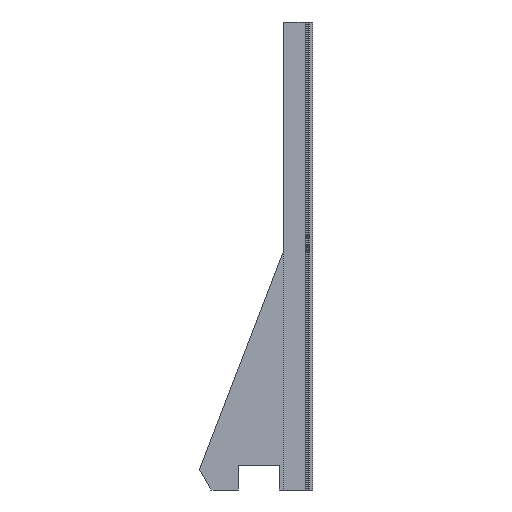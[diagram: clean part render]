
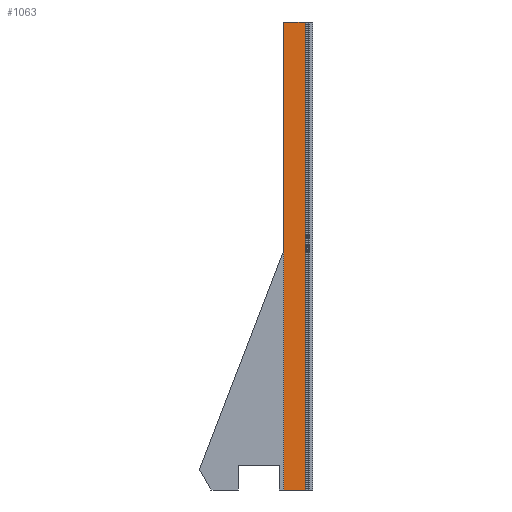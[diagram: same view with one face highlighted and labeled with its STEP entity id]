
A CAD part, front view. The second image highlights one B-rep face of the part: STEP entity #1063.
In plain terms, the highlighted planar face has unit normal (0, -1, 0).
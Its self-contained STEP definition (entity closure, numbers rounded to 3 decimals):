
#749 = VERTEX_POINT('',#750);
#750 = CARTESIAN_POINT('',(-31.,-11.5,1763.));
#757 = PLANE('',#758);
#758 = AXIS2_PLACEMENT_3D('',#759,#760,#761);
#759 = CARTESIAN_POINT('',(-31.,0.,1763.));
#760 = DIRECTION('',(0.,0.,-1.));
#761 = DIRECTION('',(-1.,0.,-0.));
#769 = PLANE('',#770);
#770 = AXIS2_PLACEMENT_3D('',#771,#772,#773);
#771 = CARTESIAN_POINT('',(-31.,0.,-79.));
#772 = DIRECTION('',(-1.,-0.,0.));
#773 = DIRECTION('',(0.,0.,1.));
#781 = EDGE_CURVE('',#749,#782,#784,.T.);
#782 = VERTEX_POINT('',#783);
#783 = CARTESIAN_POINT('',(-115.,-11.5,1763.));
#784 = SURFACE_CURVE('',#785,(#789,#796),.PCURVE_S1.);
#785 = LINE('',#786,#787);
#786 = CARTESIAN_POINT('',(-31.,-11.5,1763.));
#787 = VECTOR('',#788,1.);
#788 = DIRECTION('',(-1.,0.,0.));
#789 = PCURVE('',#757,#790);
#790 = DEFINITIONAL_REPRESENTATION('',(#791),#795);
#791 = LINE('',#792,#793);
#792 = CARTESIAN_POINT('',(-0.,-11.5));
#793 = VECTOR('',#794,1.);
#794 = DIRECTION('',(1.,0.));
#795 = ( GEOMETRIC_REPRESENTATION_CONTEXT(2) 
PARAMETRIC_REPRESENTATION_CONTEXT() REPRESENTATION_CONTEXT('2D SPACE',''
  ) );
#796 = PCURVE('',#797,#802);
#797 = PLANE('',#798);
#798 = AXIS2_PLACEMENT_3D('',#799,#800,#801);
#799 = CARTESIAN_POINT('',(-73.,-11.5,842.));
#800 = DIRECTION('',(0.,-1.,0.));
#801 = DIRECTION('',(0.,0.,-1.));
#802 = DEFINITIONAL_REPRESENTATION('',(#803),#807);
#803 = LINE('',#804,#805);
#804 = CARTESIAN_POINT('',(-921.,42.));
#805 = VECTOR('',#806,1.);
#806 = DIRECTION('',(0.,-1.));
#807 = ( GEOMETRIC_REPRESENTATION_CONTEXT(2) 
PARAMETRIC_REPRESENTATION_CONTEXT() REPRESENTATION_CONTEXT('2D SPACE',''
  ) );
#825 = PLANE('',#826);
#826 = AXIS2_PLACEMENT_3D('',#827,#828,#829);
#827 = CARTESIAN_POINT('',(-115.,0.,1763.));
#828 = DIRECTION('',(1.,0.,0.));
#829 = DIRECTION('',(0.,0.,-1.));
#867 = EDGE_CURVE('',#782,#868,#870,.T.);
#868 = VERTEX_POINT('',#869);
#869 = CARTESIAN_POINT('',(-115.,-11.5,-79.));
#870 = SURFACE_CURVE('',#871,(#875,#882),.PCURVE_S1.);
#871 = LINE('',#872,#873);
#872 = CARTESIAN_POINT('',(-115.,-11.5,1763.));
#873 = VECTOR('',#874,1.);
#874 = DIRECTION('',(0.,0.,-1.));
#875 = PCURVE('',#825,#876);
#876 = DEFINITIONAL_REPRESENTATION('',(#877),#881);
#877 = LINE('',#878,#879);
#878 = CARTESIAN_POINT('',(0.,-11.5));
#879 = VECTOR('',#880,1.);
#880 = DIRECTION('',(1.,0.));
#881 = ( GEOMETRIC_REPRESENTATION_CONTEXT(2) 
PARAMETRIC_REPRESENTATION_CONTEXT() REPRESENTATION_CONTEXT('2D SPACE',''
  ) );
#882 = PCURVE('',#797,#883);
#883 = DEFINITIONAL_REPRESENTATION('',(#884),#888);
#884 = LINE('',#885,#886);
#885 = CARTESIAN_POINT('',(-921.,-42.));
#886 = VECTOR('',#887,1.);
#887 = DIRECTION('',(1.,0.));
#888 = ( GEOMETRIC_REPRESENTATION_CONTEXT(2) 
PARAMETRIC_REPRESENTATION_CONTEXT() REPRESENTATION_CONTEXT('2D SPACE',''
  ) );
#906 = PLANE('',#907);
#907 = AXIS2_PLACEMENT_3D('',#908,#909,#910);
#908 = CARTESIAN_POINT('',(-115.,0.,-79.));
#909 = DIRECTION('',(0.,0.,1.));
#910 = DIRECTION('',(1.,0.,0.));
#943 = EDGE_CURVE('',#868,#944,#946,.T.);
#944 = VERTEX_POINT('',#945);
#945 = CARTESIAN_POINT('',(-31.,-11.5,-79.));
#946 = SURFACE_CURVE('',#947,(#951,#958),.PCURVE_S1.);
#947 = LINE('',#948,#949);
#948 = CARTESIAN_POINT('',(-115.,-11.5,-79.));
#949 = VECTOR('',#950,1.);
#950 = DIRECTION('',(1.,0.,0.));
#951 = PCURVE('',#906,#952);
#952 = DEFINITIONAL_REPRESENTATION('',(#953),#957);
#953 = LINE('',#954,#955);
#954 = CARTESIAN_POINT('',(0.,-11.5));
#955 = VECTOR('',#956,1.);
#956 = DIRECTION('',(1.,0.));
#957 = ( GEOMETRIC_REPRESENTATION_CONTEXT(2) 
PARAMETRIC_REPRESENTATION_CONTEXT() REPRESENTATION_CONTEXT('2D SPACE',''
  ) );
#958 = PCURVE('',#797,#959);
#959 = DEFINITIONAL_REPRESENTATION('',(#960),#964);
#960 = LINE('',#961,#962);
#961 = CARTESIAN_POINT('',(921.,-42.));
#962 = VECTOR('',#963,1.);
#963 = DIRECTION('',(0.,1.));
#964 = ( GEOMETRIC_REPRESENTATION_CONTEXT(2) 
PARAMETRIC_REPRESENTATION_CONTEXT() REPRESENTATION_CONTEXT('2D SPACE',''
  ) );
#1014 = EDGE_CURVE('',#944,#749,#1015,.T.);
#1015 = SURFACE_CURVE('',#1016,(#1020,#1027),.PCURVE_S1.);
#1016 = LINE('',#1017,#1018);
#1017 = CARTESIAN_POINT('',(-31.,-11.5,-79.));
#1018 = VECTOR('',#1019,1.);
#1019 = DIRECTION('',(0.,0.,1.));
#1020 = PCURVE('',#769,#1021);
#1021 = DEFINITIONAL_REPRESENTATION('',(#1022),#1026);
#1022 = LINE('',#1023,#1024);
#1023 = CARTESIAN_POINT('',(0.,-11.5));
#1024 = VECTOR('',#1025,1.);
#1025 = DIRECTION('',(1.,0.));
#1026 = ( GEOMETRIC_REPRESENTATION_CONTEXT(2) 
PARAMETRIC_REPRESENTATION_CONTEXT() REPRESENTATION_CONTEXT('2D SPACE',''
  ) );
#1027 = PCURVE('',#797,#1028);
#1028 = DEFINITIONAL_REPRESENTATION('',(#1029),#1033);
#1029 = LINE('',#1030,#1031);
#1030 = CARTESIAN_POINT('',(921.,42.));
#1031 = VECTOR('',#1032,1.);
#1032 = DIRECTION('',(-1.,0.));
#1033 = ( GEOMETRIC_REPRESENTATION_CONTEXT(2) 
PARAMETRIC_REPRESENTATION_CONTEXT() REPRESENTATION_CONTEXT('2D SPACE',''
  ) );
#1063 = ADVANCED_FACE('',(#1064),#797,.T.);
#1064 = FACE_BOUND('',#1065,.T.);
#1065 = EDGE_LOOP('',(#1066,#1067,#1068,#1069));
#1066 = ORIENTED_EDGE('',*,*,#781,.T.);
#1067 = ORIENTED_EDGE('',*,*,#867,.T.);
#1068 = ORIENTED_EDGE('',*,*,#943,.T.);
#1069 = ORIENTED_EDGE('',*,*,#1014,.T.);
